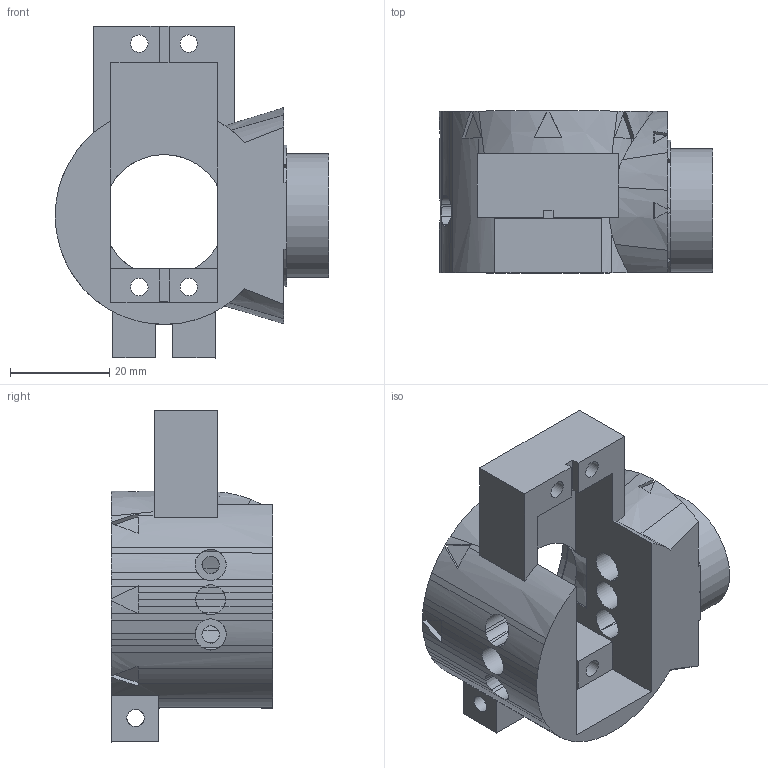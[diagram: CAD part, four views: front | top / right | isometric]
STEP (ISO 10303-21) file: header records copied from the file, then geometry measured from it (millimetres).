
FILE_DESCRIPTION(/* description */ (''),/* implementation_level */ '2;1');
FILE_NAME(/* name */ 'hip_fr.step',/* time_stamp */ '2024-04-21T16:21:09+02:00',/* author */ (''),/* organization */ (''),/* preprocessor_version */ 'ST-DEVELOPER v20',/* originating_system */ 'Autodesk Translation Framework v12.20.1.177',/* authorisation */ '');
FILE_SCHEMA (('AUTOMOTIVE_DESIGN { 1 0 10303 214 3 1 1 }'));
Length unit declared in the file: millimetre
Products named in the file (1): hip_fr
Bounding box: 55.06 x 32.57 x 66.88 mm (x, y, z)
Surface area: 16162.5 mm2 (no closed solid volume)
Topology: 0 solids, 1 shells, 262 faces, 773 edges, 514 vertices
Faces by surface type: plane 171, cone 47, cylinder 41, torus 1, sphere 1, bspline 1
Full cylindrical faces by diameter (mm): 3.5 x5, 6 x3, 6.27 x2, 20.484 x1, 24.886 x1
Entity records: 10091 total; most frequent: CARTESIAN_POINT 2982, ORIENTED_EDGE 1534, DIRECTION 1466, EDGE_CURVE 770, AXIS2_PLACEMENT_3D 522, VERTEX_POINT 514, LINE 422, VECTOR 422
